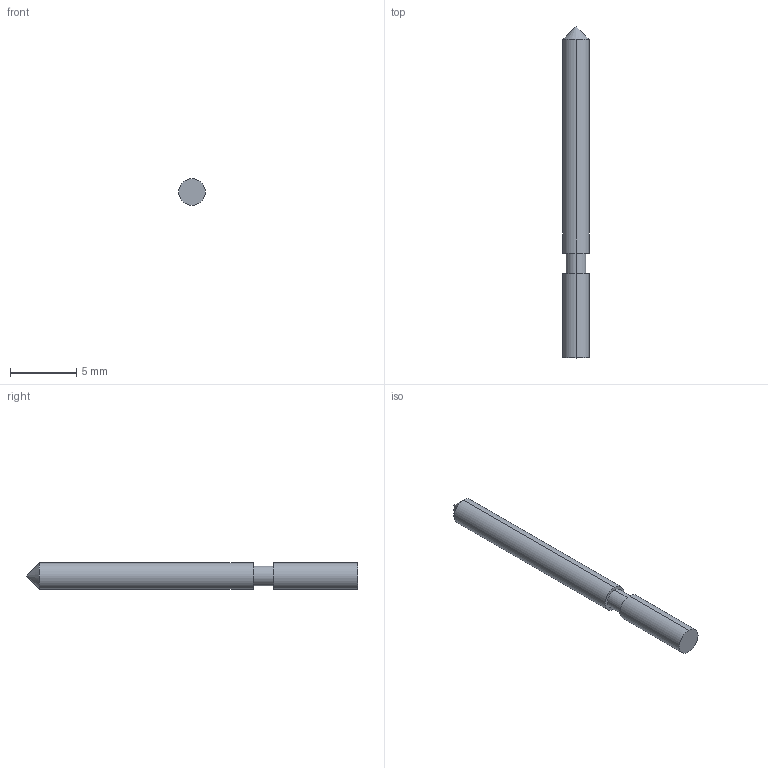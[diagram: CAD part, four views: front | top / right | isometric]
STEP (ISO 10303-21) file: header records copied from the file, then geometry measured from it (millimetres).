
FILE_DESCRIPTION (( 'STEP AP214' ), '1' );
FILE_NAME ('Øòûðü.STEP', '2020-02-23T16:14:13', ( 'PC' ), ( '' ), 'SwSTEP 2.0', 'SolidWorks 2018', '' );
FILE_SCHEMA (( 'AUTOMOTIVE_DESIGN' ));
Length unit declared in the file: millimetre
Products named in the file (1): Øòûðü
Bounding box: 2 x 25 x 2 mm (x, y, z)
Volume: 74.3 mm3; surface area: 158.7 mm2
Topology: 1 solids, 1 shells, 11 faces, 22 edges, 13 vertices
Faces by surface type: cylinder 6, plane 3, cone 2
Entity records: 312 total; most frequent: DIRECTION 56, CARTESIAN_POINT 45, ORIENTED_EDGE 40, AXIS2_PLACEMENT_3D 24, EDGE_CURVE 20, EDGE_LOOP 13, VERTEX_POINT 13, CIRCLE 12
